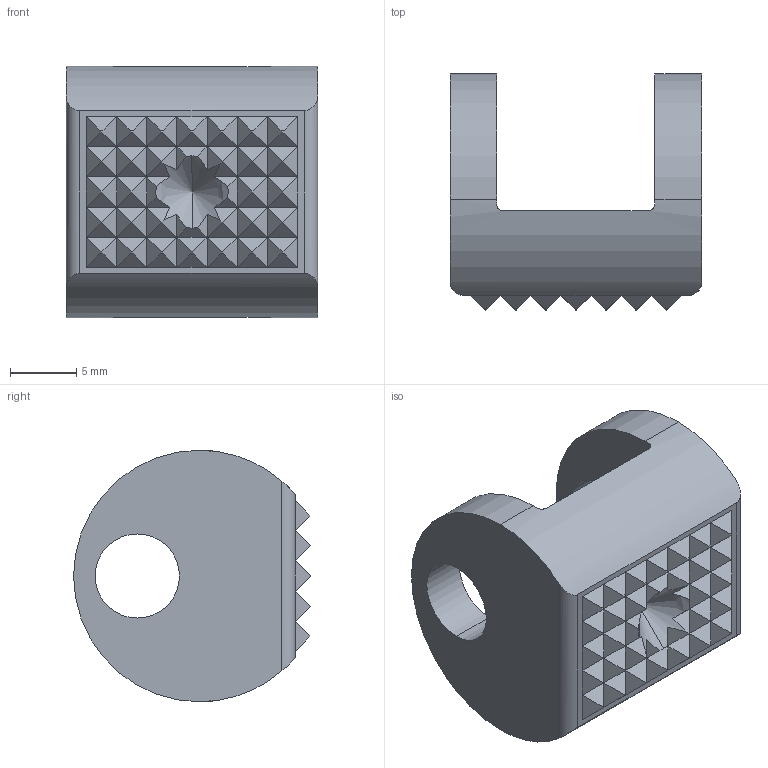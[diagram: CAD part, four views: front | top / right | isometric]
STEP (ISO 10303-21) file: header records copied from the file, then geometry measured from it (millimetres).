
FILE_DESCRIPTION (( 'STEP AP214' ), '1' );
FILE_NAME ('T02 EJER02 Grip.STEP', '2022-08-25T01:03:37', ( '' ), ( '' ), 'SwSTEP 2.0', 'SolidWorks 2022', '' );
FILE_SCHEMA (( 'AUTOMOTIVE_DESIGN' ));
Length unit declared in the file: millimetre
Products named in the file (1): T02 EJER02 Grip
Bounding box: 19.05 x 17.93 x 19.05 mm (x, y, z)
Volume: 2980.8 mm3; surface area: 1887.3 mm2
Topology: 1 solids, 1 shells, 166 faces, 336 edges, 171 vertices
Faces by surface type: plane 138, cylinder 26, cone 2
Entity records: 4296 total; most frequent: CARTESIAN_POINT 878, ORIENTED_EDGE 668, DIRECTION 630, EDGE_CURVE 334, LINE 256, VECTOR 256, AXIS2_PLACEMENT_3D 187, VERTEX_POINT 171
